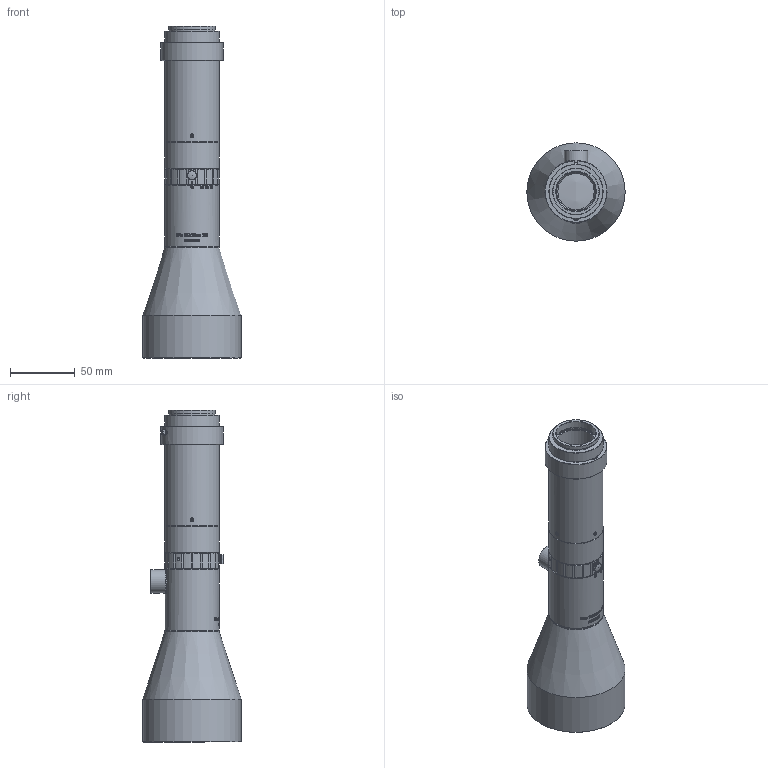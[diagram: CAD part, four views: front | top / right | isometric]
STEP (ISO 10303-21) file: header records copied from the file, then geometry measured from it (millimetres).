
FILE_DESCRIPTION(/* description */ (''),/* implementation_level */ '2;1');
FILE_NAME(/* name */ 'TC079150K-outline.stp',/* time_stamp */ '2020-06-23T13:57:09+08:00',/* author */ (''),/* organization */ (''),/* preprocessor_version */ 'ST-DEVELOPER v16',/* originating_system */ 'SIEMENS PLM Software NX 10.0',/* authorisation */ '');
FILE_SCHEMA (('AUTOMOTIVE_DESIGN { 1 0 10303 214 3 1 1 1 }'));
Length unit declared in the file: millimetre
Products named in the file (1): Admi2DC08429cukv
Bounding box: 76 x 76 x 256.72 mm (x, y, z)
Volume: 302199.6 mm3; surface area: 110541 mm2
Topology: 19 solids, 19 shells, 1241 faces, 3200 edges, 2098 vertices
Faces by surface type: plane 504, cylinder 339, extrusion 231, cone 143, bspline 18, sphere 5, torus 1
Full cylindrical faces by diameter (mm): 2 x1, 2.05 x1, 2.1 x3, 2.4 x1, 2.5 x5, 2.7 x1, 4.7 x1, 8 x2, 10.9 x1, 11.328 x1, 11.4 x1, 12 x2, 12.2 x1, 13 x3, 14 x1, 15 x1, 18 x1, 19.328 x1, 19.8 x1, 20.2 x1, 24 x1, 24.328 x1, 25.2 x2, 26.8 x1, 27 x1, 28 x2, 28.2 x1, 28.6 x1, 30 x6, 31 x1
Entity records: 53711 total; most frequent: CARTESIAN_POINT 24751, ORIENTED_EDGE 5926, DIRECTION 5420, EDGE_CURVE 2963, AXIS2_PLACEMENT_3D 2061, VERTEX_POINT 2044, EDGE_LOOP 1564, VECTOR 1298
